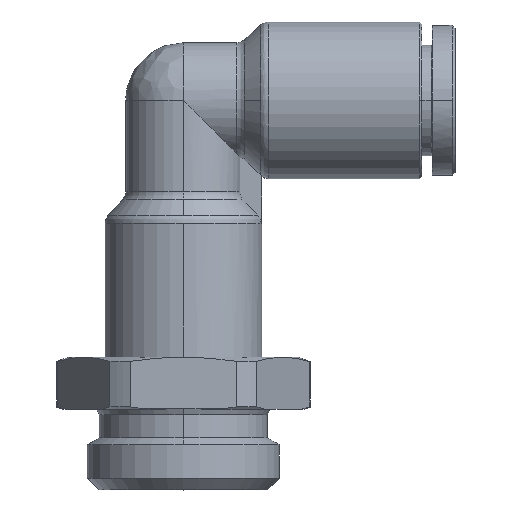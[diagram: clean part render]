
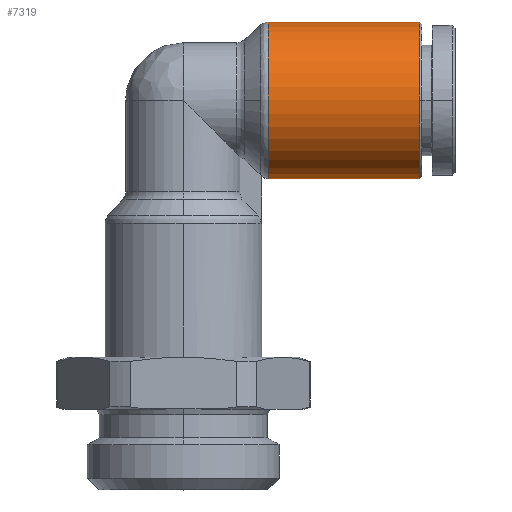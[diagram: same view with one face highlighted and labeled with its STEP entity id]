
A CAD part, top view. The second image highlights one B-rep face of the part: STEP entity #7319.
In plain terms, the highlighted cylindrical face has radius 6.8 mm (diameter 13.6 mm), a partial arc.
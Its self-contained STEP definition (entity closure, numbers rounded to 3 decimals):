
#113 = EDGE_CURVE ( 'NONE', #16117, #4787, #14104, .T. ) ;
#292 = CARTESIAN_POINT ( 'NONE',  ( 13.028, 0., 6.8 ) ) ;
#786 = ORIENTED_EDGE ( 'NONE', *, *, #13302, .T. ) ;
#1139 = DIRECTION ( 'NONE',  ( 1., 0., 0. ) ) ;
#1751 = ORIENTED_EDGE ( 'NONE', *, *, #113, .T. ) ;
#2091 = LINE ( 'NONE', #16584, #5328 ) ;
#2579 = DIRECTION ( 'NONE',  ( 1., 0., 0. ) ) ;
#3450 = VERTEX_POINT ( 'NONE', #9306 ) ;
#4073 = CARTESIAN_POINT ( 'NONE',  ( 13.028, 0., 0. ) ) ;
#4093 = DIRECTION ( 'NONE',  ( 1., 0., 0. ) ) ;
#4381 = ORIENTED_EDGE ( 'NONE', *, *, #14185, .T. ) ;
#4520 = ORIENTED_EDGE ( 'NONE', *, *, #13822, .F. ) ;
#4787 = VERTEX_POINT ( 'NONE', #8399 ) ;
#5220 = CARTESIAN_POINT ( 'NONE',  ( -0.089, 0., 0. ) ) ;
#5328 = VECTOR ( 'NONE', #8782, 1000. ) ;
#5598 = DIRECTION ( 'NONE',  ( 0., 0., -1. ) ) ;
#6233 = DIRECTION ( 'NONE',  ( 0., 0., -1. ) ) ;
#7319 = ADVANCED_FACE ( 'NONE', ( #13748 ), #16169, .T. ) ;
#7341 = CIRCLE ( 'NONE', #16349, 6.8 ) ;
#7573 = CIRCLE ( 'NONE', #7782, 6.8 ) ;
#7782 = AXIS2_PLACEMENT_3D ( 'NONE', #4073, #8009, #5598 ) ;
#8009 = DIRECTION ( 'NONE',  ( -1., 0., 0. ) ) ;
#8244 = VERTEX_POINT ( 'NONE', #292 ) ;
#8399 = CARTESIAN_POINT ( 'NONE',  ( 13.028, 0., -6.8 ) ) ;
#8782 = DIRECTION ( 'NONE',  ( 1., 0., 0. ) ) ;
#9060 = VECTOR ( 'NONE', #2579, 1000. ) ;
#9086 = DIRECTION ( 'NONE',  ( 0., 0., -1. ) ) ;
#9306 = CARTESIAN_POINT ( 'NONE',  ( -0.089, 0., 6.8 ) ) ;
#9416 = EDGE_CURVE ( 'NONE', #15489, #8244, #7573, .T. ) ;
#9484 = AXIS2_PLACEMENT_3D ( 'NONE', #10153, #1139, #13968 ) ;
#10040 = ORIENTED_EDGE ( 'NONE', *, *, #9416, .T. ) ;
#10153 = CARTESIAN_POINT ( 'NONE',  ( 4.528, 0., 0. ) ) ;
#10420 = AXIS2_PLACEMENT_3D ( 'NONE', #5220, #4093, #9086 ) ;
#10842 = CARTESIAN_POINT ( 'NONE',  ( 13.028, -6.8, 0. ) ) ;
#12402 = CARTESIAN_POINT ( 'NONE',  ( -0.089, 0., -6.8 ) ) ;
#13302 = EDGE_CURVE ( 'NONE', #4787, #15489, #7341, .T. ) ;
#13365 = CIRCLE ( 'NONE', #10420, 6.8 ) ;
#13748 = FACE_OUTER_BOUND ( 'NONE', #14676, .T. ) ;
#13822 = EDGE_CURVE ( 'NONE', #3450, #8244, #2091, .T. ) ;
#13833 = DIRECTION ( 'NONE',  ( -1., 0., 0. ) ) ;
#13968 = DIRECTION ( 'NONE',  ( 0., 0., -1. ) ) ;
#14104 = LINE ( 'NONE', #14186, #9060 ) ;
#14185 = EDGE_CURVE ( 'NONE', #3450, #16117, #13365, .T. ) ;
#14186 = CARTESIAN_POINT ( 'NONE',  ( 4.528, 0., -6.8 ) ) ;
#14676 = EDGE_LOOP ( 'NONE', ( #4520, #4381, #1751, #786, #10040 ) ) ;
#15083 = CARTESIAN_POINT ( 'NONE',  ( 13.028, 0., 0. ) ) ;
#15489 = VERTEX_POINT ( 'NONE', #10842 ) ;
#16117 = VERTEX_POINT ( 'NONE', #12402 ) ;
#16169 = CYLINDRICAL_SURFACE ( 'NONE', #9484, 6.8 ) ;
#16349 = AXIS2_PLACEMENT_3D ( 'NONE', #15083, #13833, #6233 ) ;
#16584 = CARTESIAN_POINT ( 'NONE',  ( 4.528, 0., 6.8 ) ) ;
